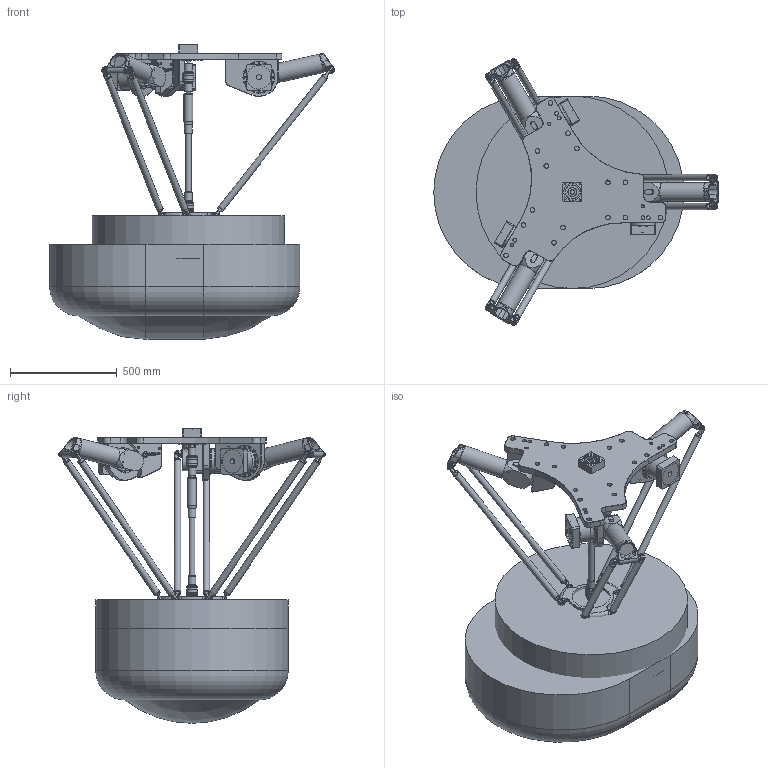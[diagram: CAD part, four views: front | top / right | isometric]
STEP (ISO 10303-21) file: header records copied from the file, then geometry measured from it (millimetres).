
FILE_DESCRIPTION(/* description */ (''),/* implementation_level */ '2;1');
FILE_NAME(/* name */ '3D-model_A_00081.stp',/* time_stamp */ '2023-11-17T09:43:33+01:00',/* author */ ('julien.schuhler'),/* organization */ ('Majatronic'),/* preprocessor_version */ 'ST-DEVELOPER v19.2',/* originating_system */ 'Autodesk Inventor 2023',/* authorisation */ '');
FILE_SCHEMA (('AUTOMOTIVE_DESIGN { 1 0 10303 214 3 1 1 }'));
Products named in the file (11): A_00081_DUMMY; MT_WST00054870; MT_WST00054996; MT_WST00113861; MT_WST00100591 n/a; MT_WST00101788; MT_WST00063617MT_WST; MT_WST00050309MT_WST; MT_WST00055470; MT_WST00113871; MT_WST00113872
Assembly tree (22 placements, depth 2):
  A_00081_DUMMY
    MT_WST00054870
    MT_WST00054996
    MT_WST00113861
    MT_WST00100591 n/a
    MT_WST00101788  x3
    MT_WST00063617MT_WST
    MT_WST00050309MT_WST  x6
    MT_WST00055470  x6
    MT_WST00113871
    MT_WST00113872
Bounding box: 1330.24 x 1247.62 x 1377.5 mm (x, y, z)
Volume: 507627007.2 mm3; surface area: 7351137.8 mm2
Topology: 23 solids, 38 shells, 3095 faces, 7200 edges, 4523 vertices
Faces by surface type: plane 1439, cylinder 897, bspline 423, cone 218, torus 111, sphere 7
Full cylindrical faces by diameter (mm): 4 x2, 4.917 x14, 6 x3, 6.647 x6, 8 x76, 8.5 x48, 9 x2, 9.6 x3, 10 x2, 11 x2, 12 x22, 13.835 x9, 16 x12, 17 x1, 17.294 x6, 18 x48, 19.7 x1, 20 x1, 22 x15, 24 x3, 28 x1, 30 x18, 35 x3, 36 x3, 41 x1, 42 x1, 45 x4, 50 x3, 63 x1, 65 x1
Entity records: 74887 total; most frequent: CARTESIAN_POINT 28357, DIRECTION 9431, ORIENTED_EDGE 9232, EDGE_CURVE 4616, AXIS2_PLACEMENT_3D 3451, VERTEX_POINT 2940, LINE 2529, VECTOR 2529
